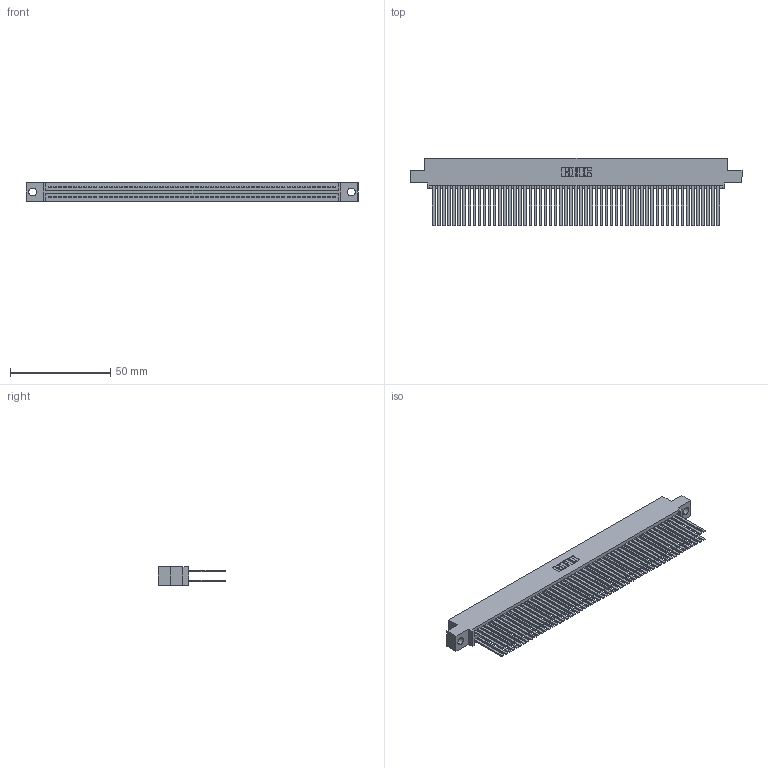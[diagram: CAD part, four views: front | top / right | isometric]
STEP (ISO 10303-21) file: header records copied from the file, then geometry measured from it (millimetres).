
FILE_DESCRIPTION (( 'STEP AP203' ), '1' );
FILE_NAME ('345-114-544-504.STEP', '2018-10-17T07:36:51', ( '' ), ( '' ), 'SwSTEP 2.0', 'SolidWorks 2016', '' );
FILE_SCHEMA (( 'CONFIG_CONTROL_DESIGN' ));
Length unit declared in the file: inch
Products named in the file (3): 345-114-544-504; 345-292-001_345-293-144; 345 Part_0.110 Offset - 0.156 Dia-TH
Assembly tree (115 placements, depth 2):
  345-114-544-504
    345 Part_0.110 Offset - 0.156 Dia-TH
    345-292-001_345-293-144  x114
Bounding box: 165.99 x 33.96 x 9.4 mm (x, y, z)
Volume: 17700.4 mm3; surface area: 31046.5 mm2
Topology: 115 solids, 115 shells, 5146 faces, 15287 edges, 10038 vertices
Faces by surface type: plane 3390, cylinder 1756
Entity records: 42655 total; most frequent: CARTESIAN_POINT 7136, ORIENTED_EDGE 7070, DIRECTION 6271, EDGE_CURVE 3535, VECTOR 3179, LINE 3179, VERTEX_POINT 2354, AXIS2_PLACEMENT_3D 1546
